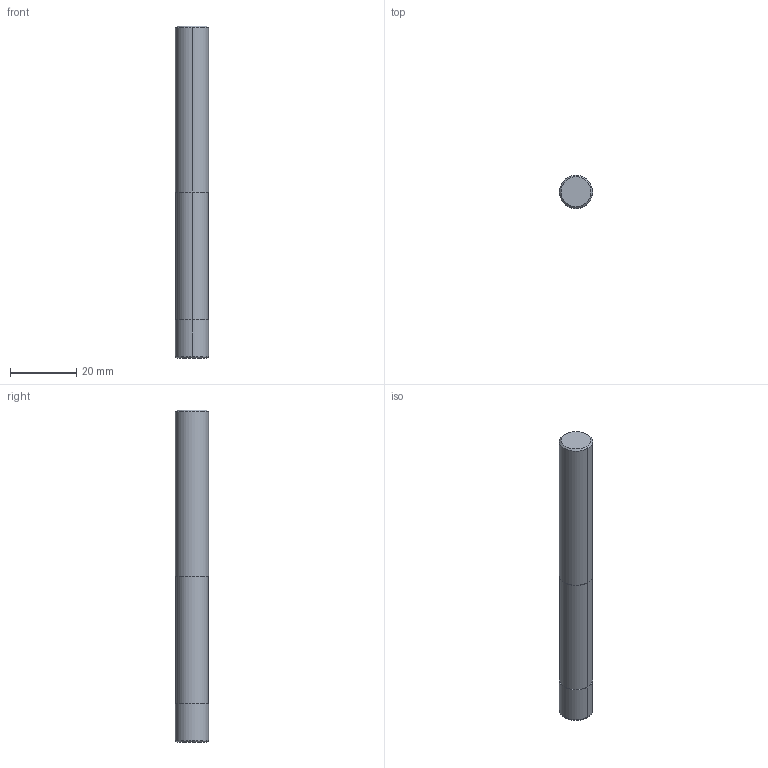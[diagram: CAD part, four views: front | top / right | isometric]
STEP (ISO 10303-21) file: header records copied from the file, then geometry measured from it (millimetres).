
FILE_DESCRIPTION(('STEP AP242'),'1');
FILE_NAME('607410237-000-01-E43.stp','2021-11-25T13:33:42',(' '),(' '),'Spatial InterOp 3D',' ',' ');
FILE_SCHEMA(('AP242_MANAGED_MODEL_BASED_3D_ENGINEERING_MIM_LF {1 0 10303 442 1 1 4}'));
Length unit declared in the file: millimetre
Products named in the file (1): 1
Bounding box: 10 x 10 x 100 mm (x, y, z)
Volume: 7728.8 mm3; surface area: 3415.2 mm2
Topology: 2 solids, 2 shells, 15 faces, 31 edges, 23 vertices
Faces by surface type: cylinder 6, plane 5, torus 2, cone 2
Entity records: 575 total; most frequent: DIRECTION 90, CARTESIAN_POINT 71, ORIENTED_EDGE 58, AXIS2_PLACEMENT_3D 42, EDGE_CURVE 29, CIRCLE 21, VERTEX_POINT 19, STYLED_ITEM 17
